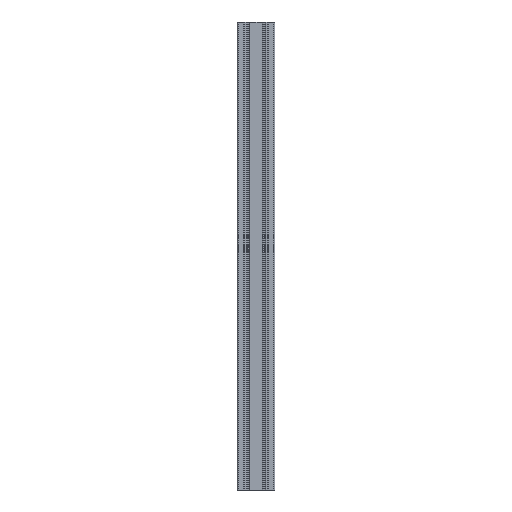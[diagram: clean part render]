
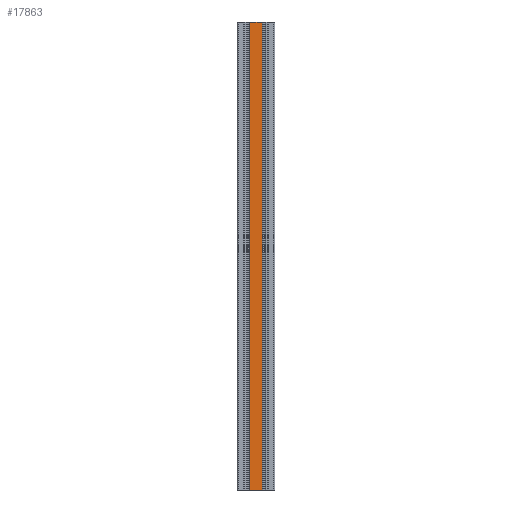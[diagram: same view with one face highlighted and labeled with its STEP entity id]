
A CAD part, front view. The second image highlights one B-rep face of the part: STEP entity #17863.
In plain terms, the highlighted planar face has unit normal (0, -1, 0).
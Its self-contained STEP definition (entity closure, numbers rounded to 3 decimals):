
#2179 = EDGE_CURVE ( 'NONE', #2463, #14838, #7986, .T. ) ;
#2463 = VERTEX_POINT ( 'NONE', #6967 ) ;
#2616 = ORIENTED_EDGE ( 'NONE', *, *, #9189, .T. ) ;
#3476 = CARTESIAN_POINT ( 'NONE',  ( 6.3, -20., -1000. ) ) ;
#3758 = DIRECTION ( 'NONE',  ( 0., -1., 0. ) ) ;
#4002 = VECTOR ( 'NONE', #14875, 1000. ) ;
#4063 = VECTOR ( 'NONE', #16777, 1000. ) ;
#4865 = EDGE_CURVE ( 'NONE', #12183, #6785, #15701, .T. ) ;
#5036 = DIRECTION ( 'NONE',  ( 0., 0., 1. ) ) ;
#6062 = CARTESIAN_POINT ( 'NONE',  ( 33.7, -20., -1000. ) ) ;
#6253 = AXIS2_PLACEMENT_3D ( 'NONE', #11126, #3758, #14051 ) ;
#6386 = CARTESIAN_POINT ( 'NONE',  ( 33.7, -20., -1000. ) ) ;
#6458 = DIRECTION ( 'NONE',  ( 0., 0., 1. ) ) ;
#6785 = VERTEX_POINT ( 'NONE', #6062 ) ;
#6967 = CARTESIAN_POINT ( 'NONE',  ( 6.3, -20., 0. ) ) ;
#7986 = LINE ( 'NONE', #16912, #4063 ) ;
#8156 = PLANE ( 'NONE',  #6253 ) ;
#8464 = EDGE_LOOP ( 'NONE', ( #16711, #14417, #8853, #2616 ) ) ;
#8628 = CARTESIAN_POINT ( 'NONE',  ( 33.7, -20., 0. ) ) ;
#8853 = ORIENTED_EDGE ( 'NONE', *, *, #4865, .T. ) ;
#9189 = EDGE_CURVE ( 'NONE', #6785, #14838, #14187, .T. ) ;
#9822 = VECTOR ( 'NONE', #6458, 1000. ) ;
#11126 = CARTESIAN_POINT ( 'NONE',  ( 20., -20., -1000. ) ) ;
#11622 = EDGE_CURVE ( 'NONE', #12183, #2463, #16988, .T. ) ;
#11875 = CARTESIAN_POINT ( 'NONE',  ( 6.3, -20., -1000. ) ) ;
#12183 = VERTEX_POINT ( 'NONE', #11875 ) ;
#13098 = VECTOR ( 'NONE', #5036, 1000. ) ;
#13295 = CARTESIAN_POINT ( 'NONE',  ( 20., -20., -1000. ) ) ;
#14051 = DIRECTION ( 'NONE',  ( 0., 0., -1. ) ) ;
#14187 = LINE ( 'NONE', #6386, #9822 ) ;
#14417 = ORIENTED_EDGE ( 'NONE', *, *, #11622, .F. ) ;
#14838 = VERTEX_POINT ( 'NONE', #8628 ) ;
#14875 = DIRECTION ( 'NONE',  ( 1., 0., 0. ) ) ;
#15701 = LINE ( 'NONE', #13295, #4002 ) ;
#16711 = ORIENTED_EDGE ( 'NONE', *, *, #2179, .F. ) ;
#16777 = DIRECTION ( 'NONE',  ( 1., 0., 0. ) ) ;
#16912 = CARTESIAN_POINT ( 'NONE',  ( 20., -20., 0. ) ) ;
#16988 = LINE ( 'NONE', #3476, #13098 ) ;
#17096 = FACE_OUTER_BOUND ( 'NONE', #8464, .T. ) ;
#17863 = ADVANCED_FACE ( 'NONE', ( #17096 ), #8156, .T. ) ;
